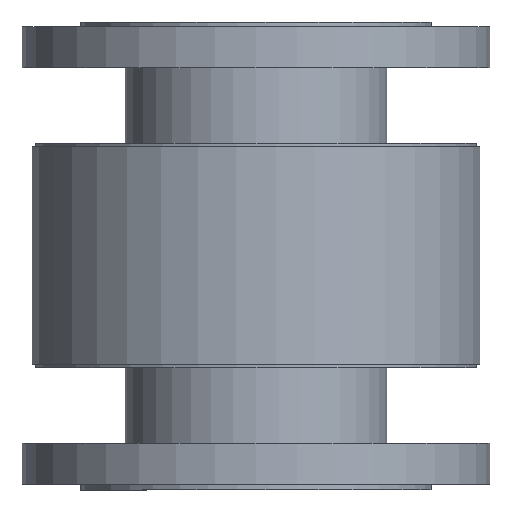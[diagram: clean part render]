
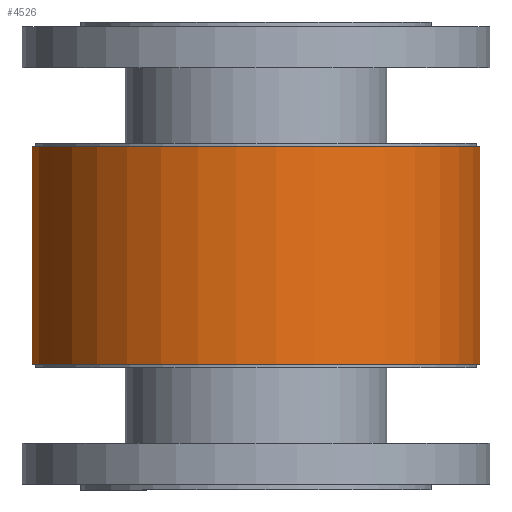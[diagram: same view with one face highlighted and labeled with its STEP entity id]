
A CAD part, front view. The second image highlights one B-rep face of the part: STEP entity #4526.
In plain terms, the highlighted cylindrical face has radius 120 mm (diameter 240 mm), a partial arc.
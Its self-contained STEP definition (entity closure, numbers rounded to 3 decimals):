
#206=CYLINDRICAL_SURFACE('',#4841,120.);
#425=CIRCLE('',#4840,120.);
#426=CIRCLE('',#4842,120.);
#718=FACE_OUTER_BOUND('',#1003,.T.);
#1003=EDGE_LOOP('',(#2914,#2915,#2916,#2917));
#1373=LINE('',#6845,#1602);
#1374=LINE('',#6848,#1603);
#1602=VECTOR('',#5466,10.);
#1603=VECTOR('',#5469,10.);
#1833=VERTEX_POINT('',#6839);
#1834=VERTEX_POINT('',#6840);
#1835=VERTEX_POINT('',#6844);
#1836=VERTEX_POINT('',#6846);
#2253=EDGE_CURVE('',#1834,#1833,#425,.T.);
#2254=EDGE_CURVE('',#1835,#1834,#1373,.T.);
#2255=EDGE_CURVE('',#1836,#1835,#426,.T.);
#2256=EDGE_CURVE('',#1833,#1836,#1374,.T.);
#2914=ORIENTED_EDGE('',*,*,#2254,.F.);
#2915=ORIENTED_EDGE('',*,*,#2255,.F.);
#2916=ORIENTED_EDGE('',*,*,#2256,.F.);
#2917=ORIENTED_EDGE('',*,*,#2253,.F.);
#4526=ADVANCED_FACE('',(#718),#206,.T.);
#4840=AXIS2_PLACEMENT_3D('',#6842,#5462,#5463);
#4841=AXIS2_PLACEMENT_3D('',#6843,#5464,#5465);
#4842=AXIS2_PLACEMENT_3D('',#6847,#5467,#5468);
#5462=DIRECTION('center_axis',(0.,0.,-1.));
#5463=DIRECTION('ref_axis',(-0.577,0.817,0.));
#5464=DIRECTION('center_axis',(0.,0.,1.));
#5465=DIRECTION('ref_axis',(0.,-1.,0.));
#5466=DIRECTION('',(0.,0.,-1.));
#5467=DIRECTION('center_axis',(0.,0.,1.));
#5468=DIRECTION('ref_axis',(-0.577,0.817,0.));
#5469=DIRECTION('',(0.,0.,1.));
#6839=CARTESIAN_POINT('',(-87.216,101.971,-58.));
#6840=CARTESIAN_POINT('',(51.29,101.971,-58.));
#6842=CARTESIAN_POINT('Origin',(-17.963,3.971,-58.));
#6843=CARTESIAN_POINT('Origin',(-17.963,3.971,0.));
#6844=CARTESIAN_POINT('',(51.29,101.971,58.));
#6845=CARTESIAN_POINT('',(51.29,101.971,0.));
#6846=CARTESIAN_POINT('',(-87.216,101.971,58.));
#6847=CARTESIAN_POINT('Origin',(-17.963,3.971,58.));
#6848=CARTESIAN_POINT('',(-87.216,101.971,0.));
